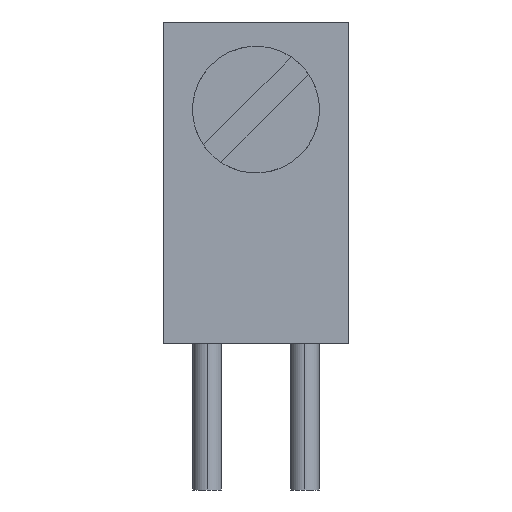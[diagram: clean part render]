
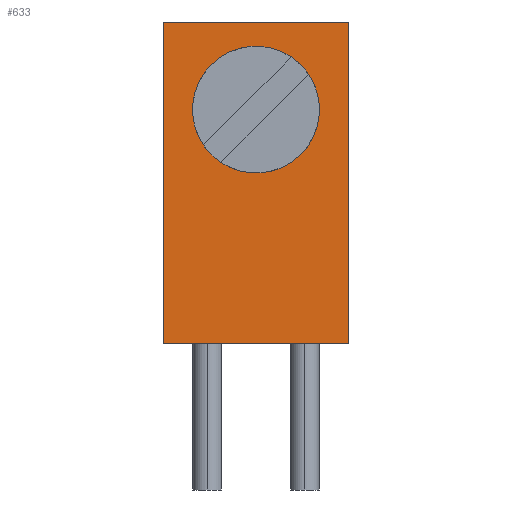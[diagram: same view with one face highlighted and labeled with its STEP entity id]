
A CAD part, left-side view. The second image highlights one B-rep face of the part: STEP entity #633.
In plain terms, the highlighted planar face has unit normal (-1, 0, 0).
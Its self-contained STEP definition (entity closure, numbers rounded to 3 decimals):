
#573=CARTESIAN_POINT('',(-14.22,-2.415,8.38));
#574=VERTEX_POINT('',#573);
#581=CARTESIAN_POINT('',(-14.22,-2.415,0.0));
#582=VERTEX_POINT('',#581);
#583=CARTESIAN_POINT('',(-14.22,-2.415,0.0));
#584=DIRECTION('',(0.0,0.0,1.0));
#585=VECTOR('',#584,8.38);
#586=LINE('',#583,#585);
#587=EDGE_CURVE('',#582,#574,#586,.T.);
#603=CARTESIAN_POINT('',(-14.22,-2.415,0.0));
#604=DIRECTION('',(-1.0,0.0,0.0));
#605=DIRECTION('',(0.0,0.0,1.0));
#606=AXIS2_PLACEMENT_3D('',#603,#604,#605);
#607=PLANE('',#606);
#608=CARTESIAN_POINT('',(-14.22,2.415,8.38));
#609=VERTEX_POINT('',#608);
#610=CARTESIAN_POINT('',(-14.22,-2.415,8.38));
#611=DIRECTION('',(0.0,1.0,0.0));
#612=VECTOR('',#611,4.83);
#613=LINE('',#610,#612);
#614=EDGE_CURVE('',#574,#609,#613,.T.);
#615=ORIENTED_EDGE('',*,*,#614,.T.);
#616=CARTESIAN_POINT('',(-14.22,2.415,0.0));
#617=VERTEX_POINT('',#616);
#618=CARTESIAN_POINT('',(-14.22,2.415,0.0));
#619=DIRECTION('',(0.0,0.0,1.0));
#620=VECTOR('',#619,8.38);
#621=LINE('',#618,#620);
#622=EDGE_CURVE('',#617,#609,#621,.T.);
#623=ORIENTED_EDGE('',*,*,#622,.F.);
#624=CARTESIAN_POINT('',(-14.22,2.415,0.0));
#625=DIRECTION('',(0.0,-1.0,0.0));
#626=VECTOR('',#625,4.83);
#627=LINE('',#624,#626);
#628=EDGE_CURVE('',#617,#582,#627,.T.);
#629=ORIENTED_EDGE('',*,*,#628,.T.);
#630=ORIENTED_EDGE('',*,*,#587,.T.);
#631=EDGE_LOOP('',(#615,#623,#629,#630));
#632=FACE_OUTER_BOUND('',#631,.T.);
#633=ADVANCED_FACE('',(#632),#607,.T.);
